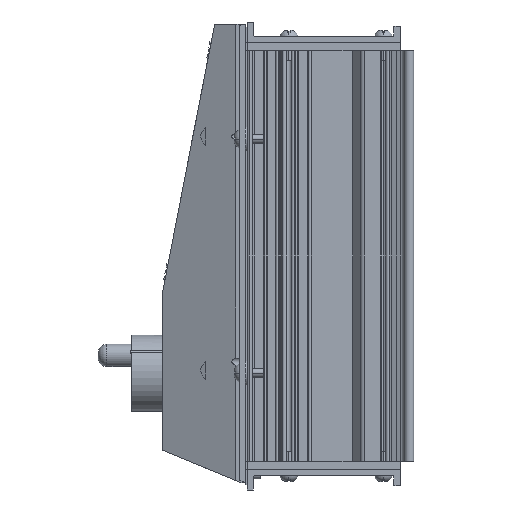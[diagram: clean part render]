
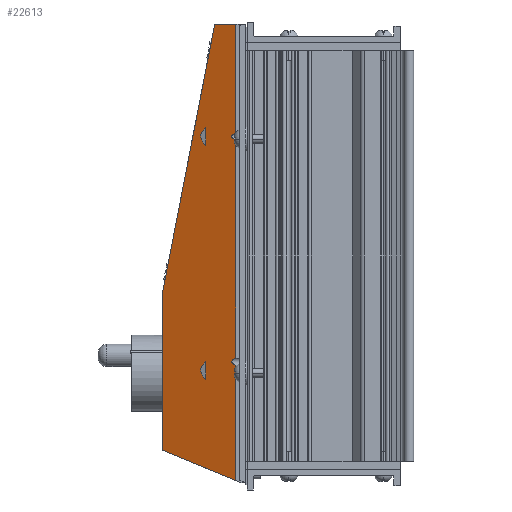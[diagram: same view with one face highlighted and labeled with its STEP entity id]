
A CAD part, left-side view. The second image highlights one B-rep face of the part: STEP entity #22613.
In plain terms, the highlighted planar face has unit normal (-0.913, 0.407, 0).
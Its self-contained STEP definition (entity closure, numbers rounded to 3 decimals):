
#751 = CARTESIAN_POINT ( 'NONE',  ( -58.109, 67.239, -35.435 ) ) ;
#1452 = ORIENTED_EDGE ( 'NONE', *, *, #31309, .F. ) ;
#2629 = EDGE_CURVE ( 'NONE', #16512, #3443, #3239, .T. ) ;
#2967 = DIRECTION ( 'NONE',  ( -0.085, -0.19, 0.978 ) ) ;
#2976 = ORIENTED_EDGE ( 'NONE', *, *, #32978, .F. ) ;
#3239 = LINE ( 'NONE', #15158, #29722 ) ;
#3443 = VERTEX_POINT ( 'NONE', #34242 ) ;
#3979 = EDGE_LOOP ( 'NONE', ( #1452, #30836, #2976, #30655, #11810, #6912, #19450, #22659, #30454 ) ) ;
#4255 = DIRECTION ( 'NONE',  ( 0., 0., -1. ) ) ;
#4258 = CARTESIAN_POINT ( 'NONE',  ( -57.054, 69.609, -33.348 ) ) ;
#4519 = EDGE_CURVE ( 'NONE', #25077, #16000, #12992, .T. ) ;
#5609 = LINE ( 'NONE', #15922, #18801 ) ;
#5716 = CARTESIAN_POINT ( 'NONE',  ( -58.109, 67.239, -121.823 ) ) ;
#6410 = DIRECTION ( 'NONE',  ( -0.407, -0.914, 0. ) ) ;
#6585 =( BOUNDED_CURVE ( )  B_SPLINE_CURVE ( 3, ( #5716, #26852, #13678, #32223 ),
 .UNSPECIFIED., .F., .F. ) 
 B_SPLINE_CURVE_WITH_KNOTS ( ( 4, 4 ),
 ( 5.347, 7.219 ),
 .UNSPECIFIED. ) 
 CURVE ( )  GEOMETRIC_REPRESENTATION_ITEM ( )  RATIONAL_B_SPLINE_CURVE ( ( 1., 0.729, 0.729, 1. ) ) 
 REPRESENTATION_ITEM ( '' )  );
#6785 = CARTESIAN_POINT ( 'NONE',  ( -58.109, 67.239, -140.719 ) ) ;
#6901 = CARTESIAN_POINT ( 'NONE',  ( -58.109, 67.239, -32.571 ) ) ;
#6912 = ORIENTED_EDGE ( 'NONE', *, *, #12447, .F. ) ;
#6990 = DIRECTION ( 'NONE',  ( 0.914, -0.407, 0. ) ) ;
#7573 = EDGE_CURVE ( 'NONE', #8995, #16512, #5609, .T. ) ;
#8809 = EDGE_CURVE ( 'NONE', #18905, #33358, #31110, .T. ) ;
#8848 = FACE_OUTER_BOUND ( 'NONE', #3979, .T. ) ;
#8995 = VERTEX_POINT ( 'NONE', #19750 ) ;
#9519 = PLANE ( 'NONE',  #15759 ) ;
#11095 = VERTEX_POINT ( 'NONE', #17590 ) ;
#11810 = ORIENTED_EDGE ( 'NONE', *, *, #16671, .F. ) ;
#12226 = CARTESIAN_POINT ( 'NONE',  ( -57.054, 69.609, -34.658 ) ) ;
#12447 = EDGE_CURVE ( 'NONE', #3443, #25647, #31759, .T. ) ;
#12992 = LINE ( 'NONE', #30811, #26198 ) ;
#13389 = CARTESIAN_POINT ( 'NONE',  ( -58.109, 67.239, -32.571 ) ) ;
#13678 = CARTESIAN_POINT ( 'NONE',  ( -57.054, 69.609, -123.91 ) ) ;
#14132 = CARTESIAN_POINT ( 'NONE',  ( -58.109, 67.239, -121.823 ) ) ;
#15158 = CARTESIAN_POINT ( 'NONE',  ( -45.197, 96.239, -140.719 ) ) ;
#15677 = DIRECTION ( 'NONE',  ( 0.38, 0.854, 0.354 ) ) ;
#15759 = AXIS2_PLACEMENT_3D ( 'NONE', #22823, #6990, #25453 ) ;
#15922 = CARTESIAN_POINT ( 'NONE',  ( -45.34, 95.919, -158.455 ) ) ;
#16000 = VERTEX_POINT ( 'NONE', #13389 ) ;
#16280 = EDGE_CURVE ( 'NONE', #11095, #8995, #27851, .T. ) ;
#16512 = VERTEX_POINT ( 'NONE', #32254 ) ;
#16671 = EDGE_CURVE ( 'NONE', #25647, #25077, #19068, .T. ) ;
#17590 = CARTESIAN_POINT ( 'NONE',  ( -58.109, 67.239, -124.687 ) ) ;
#17615 = VECTOR ( 'NONE', #2967, 1000. ) ;
#18801 = VECTOR ( 'NONE', #15677, 1000. ) ;
#18905 = VERTEX_POINT ( 'NONE', #751 ) ;
#19068 = LINE ( 'NONE', #33051, #33207 ) ;
#19450 = ORIENTED_EDGE ( 'NONE', *, *, #2629, .F. ) ;
#19750 = CARTESIAN_POINT ( 'NONE',  ( -58.109, 67.239, -170.335 ) ) ;
#19850 = DIRECTION ( 'NONE',  ( 0., 0., 1. ) ) ;
#20812 = VECTOR ( 'NONE', #4255, 1000. ) ;
#22613 = ADVANCED_FACE ( 'NONE', ( #8848 ), #9519, .F. ) ;
#22659 = ORIENTED_EDGE ( 'NONE', *, *, #7573, .F. ) ;
#22823 = CARTESIAN_POINT ( 'NONE',  ( -45.197, 96.239, -140.719 ) ) ;
#24051 = VECTOR ( 'NONE', #24161, 1000. ) ;
#24161 = DIRECTION ( 'NONE',  ( 0., 0., -1. ) ) ;
#24518 = CARTESIAN_POINT ( 'NONE',  ( -58.109, 67.239, -140.719 ) ) ;
#25077 = VERTEX_POINT ( 'NONE', #28737 ) ;
#25453 = DIRECTION ( 'NONE',  ( 0., 0., 1. ) ) ;
#25647 = VERTEX_POINT ( 'NONE', #27847 ) ;
#26198 = VECTOR ( 'NONE', #32292, 1000. ) ;
#26852 = CARTESIAN_POINT ( 'NONE',  ( -57.054, 69.609, -122.6 ) ) ;
#27847 = CARTESIAN_POINT ( 'NONE',  ( -54.371, 75.635, 10.447 ) ) ;
#27851 = LINE ( 'NONE', #6785, #20812 ) ;
#28737 = CARTESIAN_POINT ( 'NONE',  ( -58.109, 67.239, 10.447 ) ) ;
#29722 = VECTOR ( 'NONE', #19850, 1000. ) ;
#30454 = ORIENTED_EDGE ( 'NONE', *, *, #16280, .F. ) ;
#30655 = ORIENTED_EDGE ( 'NONE', *, *, #4519, .F. ) ;
#30739 = CARTESIAN_POINT ( 'NONE',  ( -58.109, 67.239, -35.435 ) ) ;
#30811 = CARTESIAN_POINT ( 'NONE',  ( -58.109, 67.239, -140.719 ) ) ;
#30836 = ORIENTED_EDGE ( 'NONE', *, *, #8809, .F. ) ;
#31110 = LINE ( 'NONE', #24518, #24051 ) ;
#31309 = EDGE_CURVE ( 'NONE', #33358, #11095, #6585, .T. ) ;
#31759 = LINE ( 'NONE', #32018, #17615 ) ;
#32018 = CARTESIAN_POINT ( 'NONE',  ( -45.204, 96.223, -95.472 ) ) ;
#32223 = CARTESIAN_POINT ( 'NONE',  ( -58.109, 67.239, -124.687 ) ) ;
#32254 = CARTESIAN_POINT ( 'NONE',  ( -45.197, 96.239, -158.323 ) ) ;
#32292 = DIRECTION ( 'NONE',  ( 0., 0., -1. ) ) ;
#32978 = EDGE_CURVE ( 'NONE', #16000, #18905, #33362, .T. ) ;
#33051 = CARTESIAN_POINT ( 'NONE',  ( -57.548, 68.5, 10.447 ) ) ;
#33207 = VECTOR ( 'NONE', #6410, 1000. ) ;
#33358 = VERTEX_POINT ( 'NONE', #14132 ) ;
#33362 =( BOUNDED_CURVE ( )  B_SPLINE_CURVE ( 3, ( #6901, #4258, #12226, #30739 ),
 .UNSPECIFIED., .F., .F. ) 
 B_SPLINE_CURVE_WITH_KNOTS ( ( 4, 4 ),
 ( 2.205, 4.078 ),
 .UNSPECIFIED. ) 
 CURVE ( )  GEOMETRIC_REPRESENTATION_ITEM ( )  RATIONAL_B_SPLINE_CURVE ( ( 1., 0.729, 0.729, 1. ) ) 
 REPRESENTATION_ITEM ( '' )  );
#34242 = CARTESIAN_POINT ( 'NONE',  ( -45.197, 96.239, -95.553 ) ) ;
